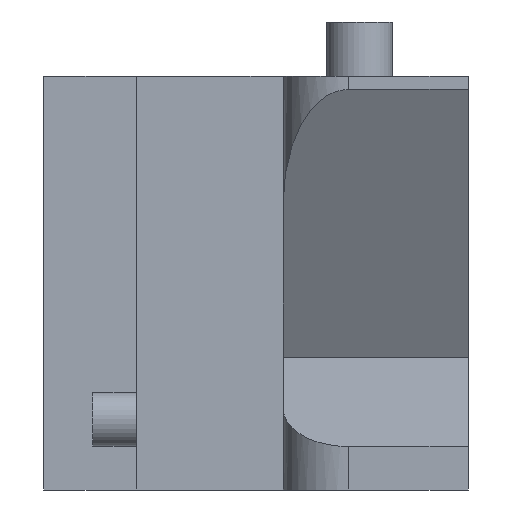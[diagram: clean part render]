
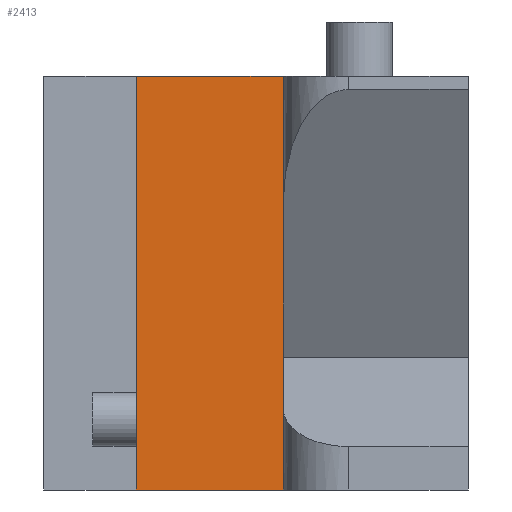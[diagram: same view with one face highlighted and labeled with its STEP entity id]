
A CAD part, left-side view. The second image highlights one B-rep face of the part: STEP entity #2413.
In plain terms, the highlighted planar face has unit normal (-1, 0, 0).
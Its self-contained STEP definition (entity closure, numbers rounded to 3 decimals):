
#590=CARTESIAN_POINT('',(-26.5,-1.5,0.0));
#591=VERTEX_POINT('',#590);
#598=CARTESIAN_POINT('',(-26.5,-1.5,-19.0));
#599=VERTEX_POINT('',#598);
#600=CARTESIAN_POINT('',(-26.5,-1.5,0.0));
#601=DIRECTION('',(0.0,0.0,-1.0));
#602=VECTOR('',#601,19.0);
#603=LINE('',#600,#602);
#604=EDGE_CURVE('',#591,#599,#603,.T.);
#2360=CARTESIAN_POINT('',(-26.5,5.25,-19.0));
#2361=VERTEX_POINT('',#2360);
#2368=CARTESIAN_POINT('',(-26.5,5.25,0.0));
#2369=VERTEX_POINT('',#2368);
#2370=CARTESIAN_POINT('',(-26.5,5.25,0.0));
#2371=DIRECTION('',(0.0,0.0,-1.0));
#2372=VECTOR('',#2371,19.0);
#2373=LINE('',#2370,#2372);
#2374=EDGE_CURVE('',#2369,#2361,#2373,.T.);
#2392=CARTESIAN_POINT('',(-26.5,5.25,0.0));
#2393=DIRECTION('',(-1.0,0.0,0.0));
#2394=DIRECTION('',(0.0,0.0,1.0));
#2395=AXIS2_PLACEMENT_3D('',#2392,#2393,#2394);
#2396=PLANE('',#2395);
#2397=CARTESIAN_POINT('',(-26.5,5.25,-19.0));
#2398=DIRECTION('',(0.0,-1.0,0.0));
#2399=VECTOR('',#2398,6.75);
#2400=LINE('',#2397,#2399);
#2401=EDGE_CURVE('',#2361,#599,#2400,.T.);
#2402=ORIENTED_EDGE('',*,*,#2401,.T.);
#2403=ORIENTED_EDGE('',*,*,#604,.F.);
#2404=CARTESIAN_POINT('',(-26.5,5.25,0.0));
#2405=DIRECTION('',(0.0,-1.0,0.0));
#2406=VECTOR('',#2405,6.75);
#2407=LINE('',#2404,#2406);
#2408=EDGE_CURVE('',#2369,#591,#2407,.T.);
#2409=ORIENTED_EDGE('',*,*,#2408,.F.);
#2410=ORIENTED_EDGE('',*,*,#2374,.T.);
#2411=EDGE_LOOP('',(#2402,#2403,#2409,#2410));
#2412=FACE_OUTER_BOUND('',#2411,.T.);
#2413=ADVANCED_FACE('',(#2412),#2396,.T.);
